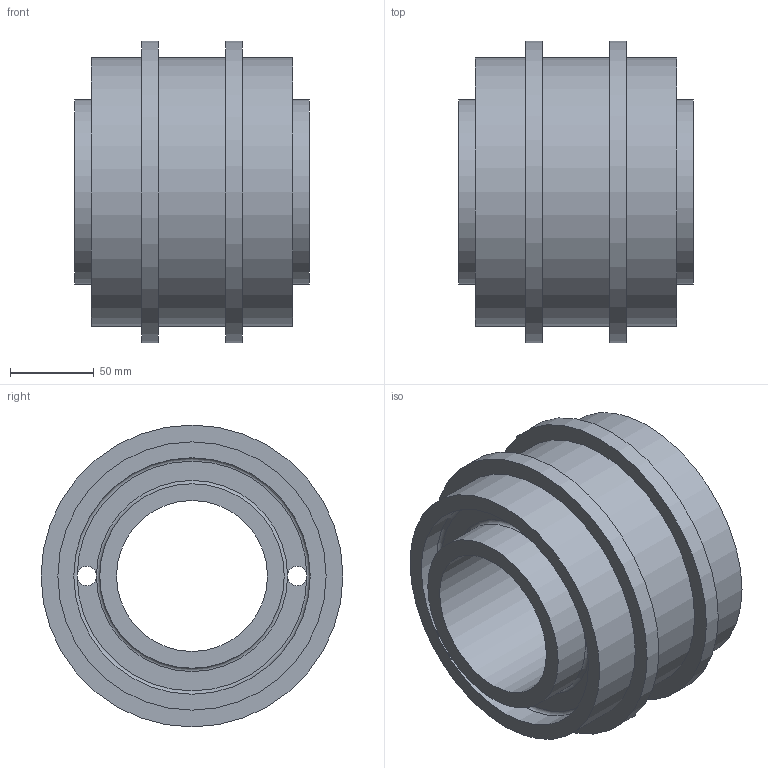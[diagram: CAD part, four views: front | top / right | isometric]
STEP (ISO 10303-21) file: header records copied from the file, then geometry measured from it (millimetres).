
FILE_DESCRIPTION( ( 'STEP AP214' ), '1' );
FILE_NAME( 'AGRU_70208161271_Poly-Flo Dog Bone_Restraint and Flow-Through_PE 100-RC black_160_110 SDR17_11 (architecture400).stp', '2022-01-21T07:49:12', ( 'License CC BY-ND 4.0' ), ( 'CADENAS' ), ' ', 'PARTsolutions', ' ' );
FILE_SCHEMA( ( 'AUTOMOTIVE_DESIGN { 1 0 10303 214 1 1 1 1 }' ) );
Length unit declared in the file: millimetre
Products named in the file (1): _AGRU_70208161271_Poly-Flo Dog Bone_Restraint and Flow-Through_PE 100-RC black_160/110  SDR17/11 (architecture400)
Bounding box: 140 x 180 x 180 mm (x, y, z)
Volume: 1618304 mm3; surface area: 185312.6 mm2
Topology: 1 solids, 1 shells, 28 faces, 56 edges, 32 vertices
Faces by surface type: cylinder 12, plane 12, torus 4
Full cylindrical faces by diameter (mm): 11.5 x2, 90 x1, 110 x2, 141 x2, 160 x3, 180 x2
Entity records: 864 total; most frequent: DIRECTION 130, CARTESIAN_POINT 93, ORIENTED_EDGE 72, AXIS2_PLACEMENT_3D 65, EDGE_LOOP 52, FACE_OUTER_BOUND 44, EDGE_CURVE 36, CIRCLE 36
